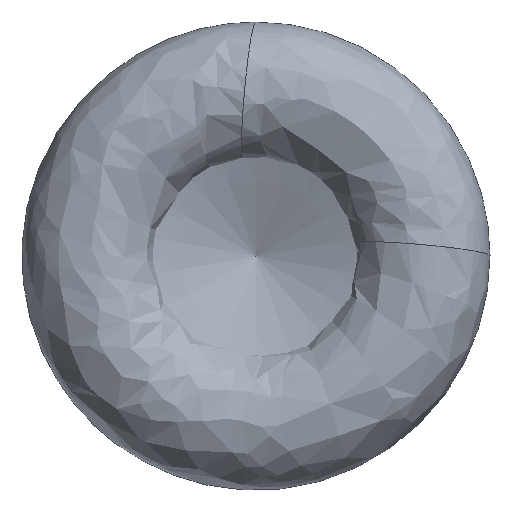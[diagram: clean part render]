
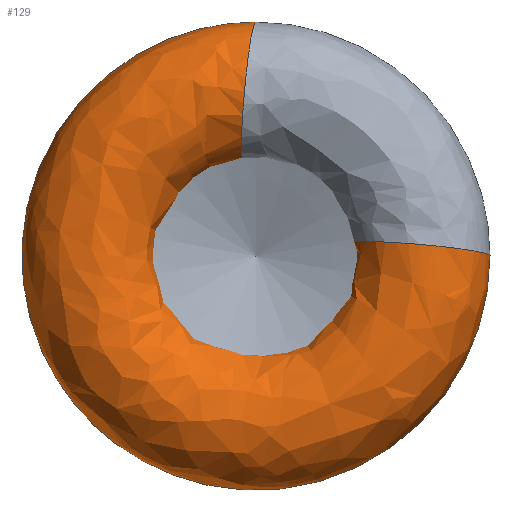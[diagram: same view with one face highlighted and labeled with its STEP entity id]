
A CAD part, left-side view. The second image highlights one B-rep face of the part: STEP entity #129.
In plain terms, the highlighted free-form (B-spline) face has degree [3, 3] with [7, 7] control points.
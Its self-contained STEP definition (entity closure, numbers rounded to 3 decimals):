
#129=ADVANCED_FACE('',(#142,#143),#140,.F.);
#140=(
BOUNDED_SURFACE()
B_SPLINE_SURFACE(3,3,((#296,#297,#298,#299,#300,#301,#302),(#303,#304,#305,
#306,#307,#308,#309),(#310,#311,#312,#313,#314,#315,#316),(#317,#318,#319,
#320,#321,#322,#323),(#324,#325,#326,#327,#328,#329,#330),(#331,#332,#333,
#334,#335,#336,#337),(#338,#339,#340,#341,#342,#343,#344)),
 .UNSPECIFIED.,.T.,.F.,.F.)
B_SPLINE_SURFACE_WITH_KNOTS((1,3,3,3,1),(4,3,4),(-0.5,0.,0.5,1.,1.5),(0.,
0.5,1.),.UNSPECIFIED.)
GEOMETRIC_REPRESENTATION_ITEM()
RATIONAL_B_SPLINE_SURFACE(((1.,0.588,0.588,1.,0.588,
0.588,1.),(0.333,0.196,0.196,
0.333,0.196,0.196,0.333),
(0.333,0.196,0.196,0.333,
0.196,0.196,0.333),(1.,0.588,
0.588,1.,0.588,0.588,1.),(0.333,
0.196,0.196,0.333,0.196,0.196,
0.333),(0.333,0.196,0.196,
0.333,0.196,0.196,0.333),
(1.,0.588,0.588,1.,0.588,0.588,
1.)))
REPRESENTATION_ITEM('')
SURFACE()
);
#142=FACE_BOUND('',#162,.T.);
#143=FACE_BOUND('',#163,.T.);
#162=EDGE_LOOP('',(#182));
#163=EDGE_LOOP('',(#183));
#182=ORIENTED_EDGE('',*,*,#213,.T.);
#183=ORIENTED_EDGE('',*,*,#214,.F.);
#202=VERTEX_POINT('',#293);
#203=VERTEX_POINT('',#295);
#213=EDGE_CURVE('',#202,#202,#223,.T.);
#214=EDGE_CURVE('',#203,#203,#224,.T.);
#223=CIRCLE('',#234,6.);
#224=CIRCLE('',#235,6.);
#234=AXIS2_PLACEMENT_3D('',#292,#254,#255);
#235=AXIS2_PLACEMENT_3D('',#294,#256,#257);
#254=DIRECTION('',(0.07,0.994,0.089));
#255=DIRECTION('',(0.,-0.089,0.996));
#256=DIRECTION('',(0.07,-0.087,0.994));
#257=DIRECTION('',(0.,-0.996,-0.087));
#292=CARTESIAN_POINT('',(5.985,0.557,14.024));
#293=CARTESIAN_POINT('',(5.985,0.023,20.));
#294=CARTESIAN_POINT('',(5.985,-14.023,0.583));
#295=CARTESIAN_POINT('',(5.985,-20.,0.06));
#296=CARTESIAN_POINT('',(5.985,-20.,0.06));
#297=CARTESIAN_POINT('',(5.985,-20.063,-20.888));
#298=CARTESIAN_POINT('',(5.985,-0.73,-28.954));
#299=CARTESIAN_POINT('',(5.985,14.113,-14.172));
#300=CARTESIAN_POINT('',(5.985,28.956,0.61));
#301=CARTESIAN_POINT('',(5.985,20.971,19.977));
#302=CARTESIAN_POINT('',(5.985,0.023,20.));
#303=CARTESIAN_POINT('',(17.956,-19.927,-0.774));
#304=CARTESIAN_POINT('',(17.956,-19.117,-21.646));
#305=CARTESIAN_POINT('',(17.956,0.479,-28.875));
#306=CARTESIAN_POINT('',(17.956,14.651,-13.53));
#307=CARTESIAN_POINT('',(17.956,28.822,1.815));
#308=CARTESIAN_POINT('',(17.956,20.059,20.775));
#309=CARTESIAN_POINT('',(17.956,-0.811,19.926));
#310=CARTESIAN_POINT('',(17.956,-7.973,0.272));
#311=CARTESIAN_POINT('',(17.956,-8.258,-8.079));
#312=CARTESIAN_POINT('',(17.956,-0.65,-11.534));
#313=CARTESIAN_POINT('',(17.956,5.451,-5.825));
#314=CARTESIAN_POINT('',(17.956,11.552,-0.116));
#315=CARTESIAN_POINT('',(17.956,8.609,7.704));
#316=CARTESIAN_POINT('',(17.956,0.257,7.974));
#317=CARTESIAN_POINT('',(5.985,-8.046,1.106));
#318=CARTESIAN_POINT('',(5.985,-9.204,-7.321));
#319=CARTESIAN_POINT('',(5.985,-1.86,-11.613));
#320=CARTESIAN_POINT('',(5.985,4.913,-6.467));
#321=CARTESIAN_POINT('',(5.985,11.687,-1.321));
#322=CARTESIAN_POINT('',(5.985,9.52,6.905));
#323=CARTESIAN_POINT('',(5.985,1.091,8.048));
#324=CARTESIAN_POINT('',(-5.985,-8.119,1.94));
#325=CARTESIAN_POINT('',(-5.985,-10.151,-6.564));
#326=CARTESIAN_POINT('',(-5.985,-3.07,-11.692));
#327=CARTESIAN_POINT('',(-5.985,4.376,-7.109));
#328=CARTESIAN_POINT('',(-5.985,11.821,-2.525));
#329=CARTESIAN_POINT('',(-5.985,10.432,6.107));
#330=CARTESIAN_POINT('',(-5.985,1.925,8.123));
#331=CARTESIAN_POINT('',(-5.985,-20.073,0.894));
#332=CARTESIAN_POINT('',(-5.985,-21.01,-20.131));
#333=CARTESIAN_POINT('',(-5.985,-1.94,-29.032));
#334=CARTESIAN_POINT('',(-5.985,13.576,-14.814));
#335=CARTESIAN_POINT('',(-5.985,29.091,-0.595));
#336=CARTESIAN_POINT('',(-5.985,21.883,19.178));
#337=CARTESIAN_POINT('',(-5.985,0.857,20.075));
#338=CARTESIAN_POINT('',(5.985,-20.,0.06));
#339=CARTESIAN_POINT('',(5.985,-20.063,-20.888));
#340=CARTESIAN_POINT('',(5.985,-0.73,-28.954));
#341=CARTESIAN_POINT('',(5.985,14.113,-14.172));
#342=CARTESIAN_POINT('',(5.985,28.956,0.61));
#343=CARTESIAN_POINT('',(5.985,20.971,19.977));
#344=CARTESIAN_POINT('',(5.985,0.023,20.));
